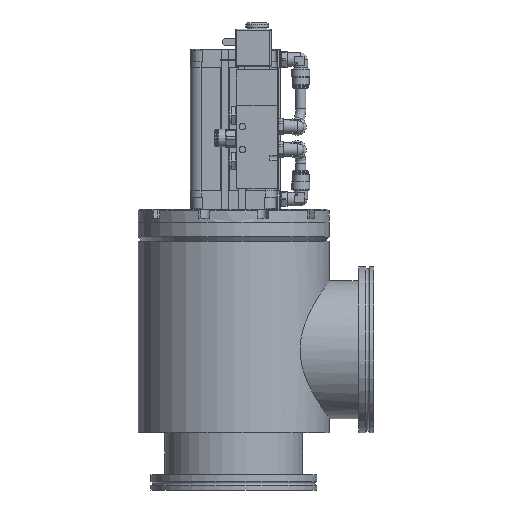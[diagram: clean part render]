
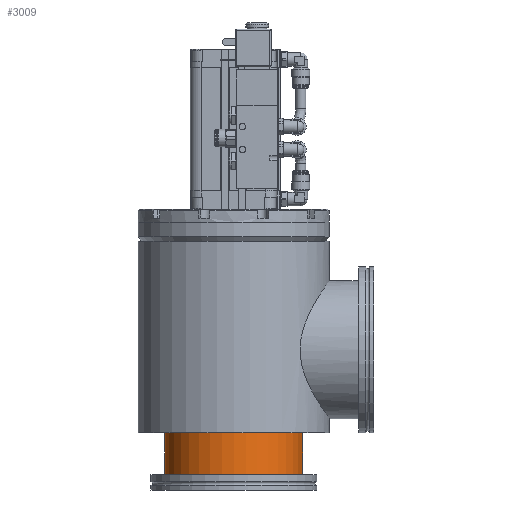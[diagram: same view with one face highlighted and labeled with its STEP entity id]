
A CAD part, front view. The second image highlights one B-rep face of the part: STEP entity #3009.
In plain terms, the highlighted cylindrical face has radius 54 mm (diameter 108 mm), a full revolution.
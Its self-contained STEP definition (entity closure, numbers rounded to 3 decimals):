
#3009=ADVANCED_FACE('',(#10934,#10936),#10938,.T.);
#10934=FACE_OUTER_BOUND('',#10935,.T.);
#10935=EDGE_LOOP('',(#15451));
#10936=FACE_OUTER_BOUND('',#10937,.T.);
#10937=EDGE_LOOP('',(#15452));
#10938=CYLINDRICAL_SURFACE('',#10939,54.);
#10939=AXIS2_PLACEMENT_3D('',#10940,#10941,#10942);
#10940=CARTESIAN_POINT('',(6.,10.,-193.074));
#10941=DIRECTION('',(0.,0.,1.));
#10942=DIRECTION('',(1.,0.,0.));
#15451=ORIENTED_EDGE('',*,*,#18175,.F.);
#15452=ORIENTED_EDGE('',*,*,#18178,.T.);
#18175=EDGE_CURVE('',#20715,#20715,#20716,.T.);
#18178=EDGE_CURVE('',#20721,#20721,#20722,.T.);
#20715=VERTEX_POINT('',#28357);
#20716=CIRCLE('',#28358,54.);
#20721=VERTEX_POINT('',#28372);
#20722=CIRCLE('',#28373,54.);
#28357=CARTESIAN_POINT('',(60.,10.,-155.074));
#28358=AXIS2_PLACEMENT_3D('',#28359,#28360,#28361);
#28359=CARTESIAN_POINT('',(6.,10.,-155.074));
#28360=DIRECTION('',(0.,0.,1.));
#28361=DIRECTION('',(1.,0.,0.));
#28372=CARTESIAN_POINT('',(60.,10.,-193.074));
#28373=AXIS2_PLACEMENT_3D('',#28374,#28375,#28376);
#28374=CARTESIAN_POINT('',(6.,10.,-193.074));
#28375=DIRECTION('',(0.,0.,1.));
#28376=DIRECTION('',(1.,0.,0.));
